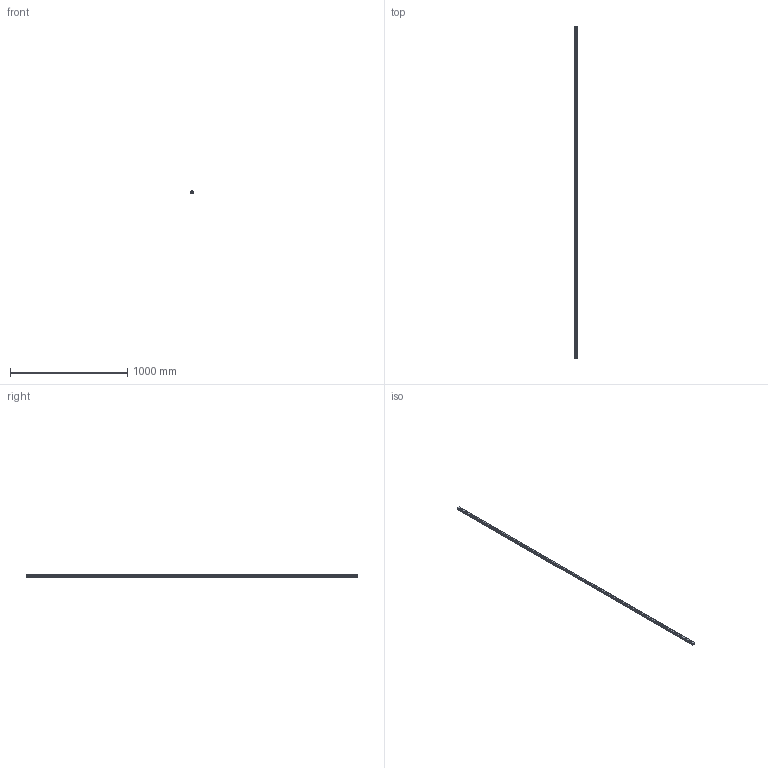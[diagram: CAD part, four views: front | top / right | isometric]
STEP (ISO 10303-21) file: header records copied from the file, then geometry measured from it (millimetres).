
FILE_DESCRIPTION(('STEP AP214'),'1');
FILE_NAME('cctmp_21054AA1-E1FE-4141-8EBC-4AAC24FE8B6C_2021_02_10_08_52_07_0654..stp','2021-02-10T07:52:07',('HIWIN GmbH'),('CADClick - www.CADClick.com'),'Spatial InterOp 3D',' ','unknown authorization');
FILE_SCHEMA(('AUTOMOTIVE_DESIGN'));
Length unit declared in the file: millimetre
Products named in the file (1): EGR25R2830C_FILE
Bounding box: 23 x 2830 x 18 mm (x, y, z)
Volume: 973531.6 mm3; surface area: 262908.5 mm2
Topology: 1 solids, 1 shells, 669 faces, 1707 edges, 1138 vertices
Faces by surface type: plane 367, cylinder 302
Entity records: 26137 total; most frequent: DIRECTION 4027, CARTESIAN_POINT 3515, ORIENTED_EDGE 3414, EDGE_CURVE 1707, AXIS2_PLACEMENT_3D 1650, VERTEX_POINT 1138, CIRCLE 792, EDGE_LOOP 767
